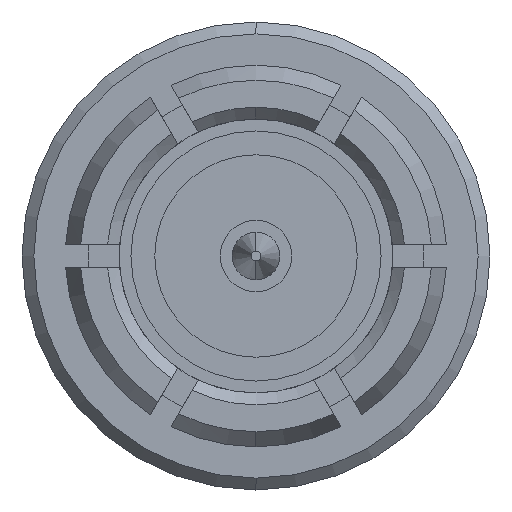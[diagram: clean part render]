
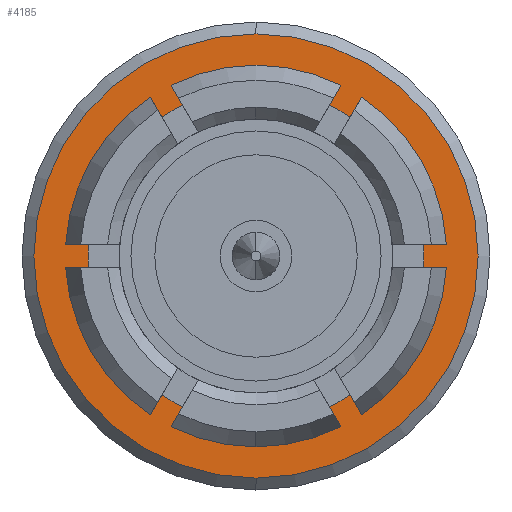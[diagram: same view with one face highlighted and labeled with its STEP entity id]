
A CAD part, left-side view. The second image highlights one B-rep face of the part: STEP entity #4185.
In plain terms, the highlighted planar face has unit normal (-1, 0, 0).
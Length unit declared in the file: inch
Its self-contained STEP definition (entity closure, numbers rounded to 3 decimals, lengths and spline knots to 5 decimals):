
#184 = EDGE_CURVE ( 'NONE', #2655, #3336, #3248, .T. ) ;
#199 = DIRECTION ( 'NONE',  ( 0., 0., -1. ) ) ;
#267 = CARTESIAN_POINT ( 'NONE',  ( 0.17715, 0., 0. ) ) ;
#278 = ORIENTED_EDGE ( 'NONE', *, *, #184, .T. ) ;
#296 = CARTESIAN_POINT ( 'NONE',  ( 0.17715, 0., 0.09342 ) ) ;
#302 = DIRECTION ( 'NONE',  ( 0., 0., 1. ) ) ;
#325 = DIRECTION ( 'NONE',  ( 1., 0., 0. ) ) ;
#630 = CARTESIAN_POINT ( 'NONE',  ( 0.17715, 0., 0.07059 ) ) ;
#744 = ORIENTED_EDGE ( 'NONE', *, *, #966, .F. ) ;
#793 = CARTESIAN_POINT ( 'NONE',  ( 0.17715, 0., -0.07059 ) ) ;
#966 = EDGE_CURVE ( 'NONE', #1745, #2602, #3668, .T. ) ;
#1141 = ORIENTED_EDGE ( 'NONE', *, *, #2446, .T. ) ;
#1177 = CIRCLE ( 'NONE', #1206, 0.07059 ) ;
#1206 = AXIS2_PLACEMENT_3D ( 'NONE', #2351, #2367, #302 ) ;
#1321 = DIRECTION ( 'NONE',  ( -1., 0., 0. ) ) ;
#1422 = DIRECTION ( 'NONE',  ( -1., 0., 0. ) ) ;
#1542 = DIRECTION ( 'NONE',  ( -1., 0., 0. ) ) ;
#1700 = PLANE ( 'NONE',  #4109 ) ;
#1745 = VERTEX_POINT ( 'NONE', #793 ) ;
#2074 = EDGE_CURVE ( 'NONE', #2602, #1745, #1177, .T. ) ;
#2150 = AXIS2_PLACEMENT_3D ( 'NONE', #2259, #1542, #199 ) ;
#2259 = CARTESIAN_POINT ( 'NONE',  ( 0.17715, 0., 0. ) ) ;
#2351 = CARTESIAN_POINT ( 'NONE',  ( 0.17715, 0., 0. ) ) ;
#2367 = DIRECTION ( 'NONE',  ( -1., 0., 0. ) ) ;
#2446 = EDGE_CURVE ( 'NONE', #3336, #2655, #4195, .T. ) ;
#2484 = EDGE_LOOP ( 'NONE', ( #1141, #278 ) ) ;
#2602 = VERTEX_POINT ( 'NONE', #630 ) ;
#2655 = VERTEX_POINT ( 'NONE', #296 ) ;
#2820 = DIRECTION ( 'NONE',  ( 0., 0., 1. ) ) ;
#3009 = DIRECTION ( 'NONE',  ( 0., 0., -1. ) ) ;
#3073 = DIRECTION ( 'NONE',  ( 0., 0., -1. ) ) ;
#3248 = CIRCLE ( 'NONE', #3316, 0.09342 ) ;
#3259 = FACE_OUTER_BOUND ( 'NONE', #2484, .T. ) ;
#3273 = EDGE_LOOP ( 'NONE', ( #4201, #744 ) ) ;
#3316 = AXIS2_PLACEMENT_3D ( 'NONE', #267, #1321, #3009 ) ;
#3336 = VERTEX_POINT ( 'NONE', #3404 ) ;
#3404 = CARTESIAN_POINT ( 'NONE',  ( 0.17715, 0., -0.09342 ) ) ;
#3664 = AXIS2_PLACEMENT_3D ( 'NONE', #3836, #1422, #2820 ) ;
#3668 = CIRCLE ( 'NONE', #3664, 0.07059 ) ;
#3691 = FACE_BOUND ( 'NONE', #3273, .T. ) ;
#3836 = CARTESIAN_POINT ( 'NONE',  ( 0.17715, 0., 0. ) ) ;
#4106 = CARTESIAN_POINT ( 'NONE',  ( 0.17715, 0.07059, 0. ) ) ;
#4109 = AXIS2_PLACEMENT_3D ( 'NONE', #4106, #325, #3073 ) ;
#4185 = ADVANCED_FACE ( 'NONE', ( #3259, #3691 ), #1700, .F. ) ;
#4195 = CIRCLE ( 'NONE', #2150, 0.09342 ) ;
#4201 = ORIENTED_EDGE ( 'NONE', *, *, #2074, .F. ) ;
